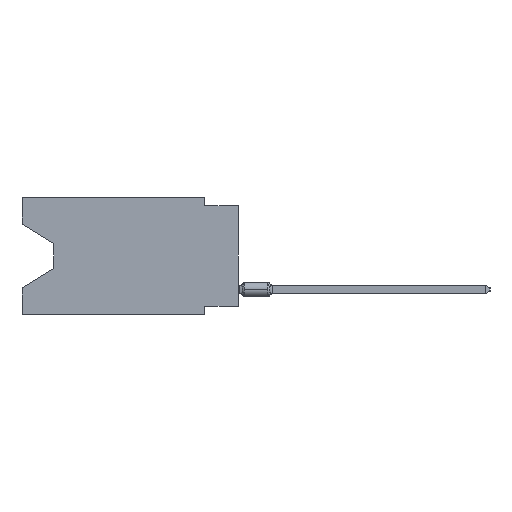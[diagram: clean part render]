
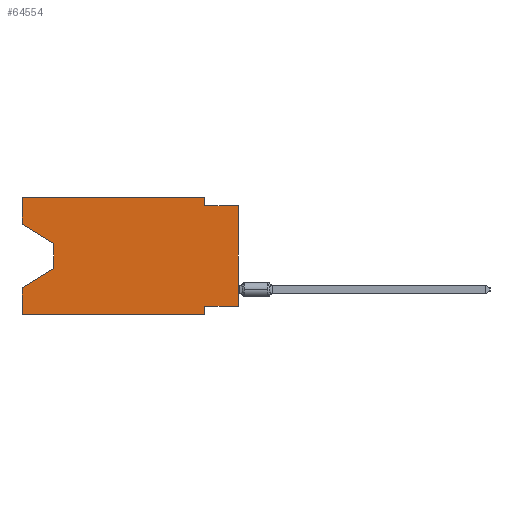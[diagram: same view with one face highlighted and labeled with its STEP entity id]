
A CAD part, left-side view. The second image highlights one B-rep face of the part: STEP entity #64554.
In plain terms, the highlighted planar face has unit normal (-1, 0, 0).
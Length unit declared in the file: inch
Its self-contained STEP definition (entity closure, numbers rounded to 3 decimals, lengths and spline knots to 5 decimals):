
#71 = CARTESIAN_POINT ( 'NONE',  ( 0., 0.645, -0.08025 ) ) ;
#4412 = DIRECTION ( 'NONE',  ( 0., 0., 1. ) ) ;
#5673 = VERTEX_POINT ( 'NONE', #31391 ) ;
#6421 = VERTEX_POINT ( 'NONE', #69650 ) ;
#6823 = DIRECTION ( 'NONE',  ( 0., 0., -1. ) ) ;
#7240 = DIRECTION ( 'NONE',  ( 0., -1., 0. ) ) ;
#9476 = EDGE_CURVE ( 'NONE', #108712, #90976, #58969, .T. ) ;
#10656 = LINE ( 'NONE', #18887, #21832 ) ;
#12617 = VECTOR ( 'NONE', #67218, 39.37008 ) ;
#16035 = CARTESIAN_POINT ( 'NONE',  ( 0., 0.645, -0.35 ) ) ;
#16271 = CARTESIAN_POINT ( 'NONE',  ( 0., 0.645, 0. ) ) ;
#17163 = DIRECTION ( 'NONE',  ( 0., 0., -1. ) ) ;
#17546 = VERTEX_POINT ( 'NONE', #54240 ) ;
#18709 = EDGE_CURVE ( 'NONE', #106994, #87670, #50666, .T. ) ;
#18887 = CARTESIAN_POINT ( 'NONE',  ( 0., 0.645, 0. ) ) ;
#19338 = CARTESIAN_POINT ( 'NONE',  ( 0., 0.1, 0. ) ) ;
#21832 = VECTOR ( 'NONE', #75570, 39.37008 ) ;
#23855 = PLANE ( 'NONE',  #32297 ) ;
#24968 = DIRECTION ( 'NONE',  ( 1., 0., 0. ) ) ;
#25885 = CARTESIAN_POINT ( 'NONE',  ( 0., 0., -0.325 ) ) ;
#26409 = EDGE_LOOP ( 'NONE', ( #75795, #31174, #87930, #77145, #52810, #30720, #79629, #74138, #79693, #27199, #94519, #35531 ) ) ;
#27132 = LINE ( 'NONE', #60686, #30491 ) ;
#27199 = ORIENTED_EDGE ( 'NONE', *, *, #9476, .F. ) ;
#27824 = CARTESIAN_POINT ( 'NONE',  ( 0., 0.1, -0.325 ) ) ;
#30491 = VECTOR ( 'NONE', #61775, 39.37008 ) ;
#30720 = ORIENTED_EDGE ( 'NONE', *, *, #72750, .F. ) ;
#30988 = VERTEX_POINT ( 'NONE', #65813 ) ;
#31174 = ORIENTED_EDGE ( 'NONE', *, *, #52392, .T. ) ;
#31391 = CARTESIAN_POINT ( 'NONE',  ( 0., 0.645, -0.26975 ) ) ;
#32297 = AXIS2_PLACEMENT_3D ( 'NONE', #74475, #24968, #6823 ) ;
#32932 = CARTESIAN_POINT ( 'NONE',  ( 0., 0.1, -0.35 ) ) ;
#35097 = CARTESIAN_POINT ( 'NONE',  ( 0., 0.55, -0.212 ) ) ;
#35531 = ORIENTED_EDGE ( 'NONE', *, *, #67173, .F. ) ;
#42600 = VERTEX_POINT ( 'NONE', #48433 ) ;
#43588 = EDGE_CURVE ( 'NONE', #106994, #5673, #65234, .T. ) ;
#44051 = CARTESIAN_POINT ( 'NONE',  ( 0., 0., 0. ) ) ;
#47160 = VERTEX_POINT ( 'NONE', #25885 ) ;
#48433 = CARTESIAN_POINT ( 'NONE',  ( 0., 0.645, 0. ) ) ;
#49008 = CARTESIAN_POINT ( 'NONE',  ( 0., 0., -0.025 ) ) ;
#49672 = LINE ( 'NONE', #84312, #77540 ) ;
#50666 = LINE ( 'NONE', #16035, #68276 ) ;
#51444 = LINE ( 'NONE', #81327, #71385 ) ;
#52392 = EDGE_CURVE ( 'NONE', #17546, #78849, #51444, .T. ) ;
#52598 = VECTOR ( 'NONE', #107867, 39.37008 ) ;
#52810 = ORIENTED_EDGE ( 'NONE', *, *, #18709, .T. ) ;
#54240 = CARTESIAN_POINT ( 'NONE',  ( 0., 0.55, -0.138 ) ) ;
#57811 = EDGE_CURVE ( 'NONE', #30988, #17546, #62827, .T. ) ;
#58969 = LINE ( 'NONE', #102404, #105994 ) ;
#60686 = CARTESIAN_POINT ( 'NONE',  ( 0., 0.645, 0. ) ) ;
#61775 = DIRECTION ( 'NONE',  ( 0., -1., 0. ) ) ;
#61919 = EDGE_CURVE ( 'NONE', #78849, #5673, #49672, .T. ) ;
#62827 = LINE ( 'NONE', #71, #52598 ) ;
#64554 = ADVANCED_FACE ( 'NONE', ( #73936 ), #23855, .F. ) ;
#64712 = EDGE_CURVE ( 'NONE', #42600, #108712, #27132, .T. ) ;
#65234 = LINE ( 'NONE', #16271, #104991 ) ;
#65580 = LINE ( 'NONE', #73280, #107454 ) ;
#65813 = CARTESIAN_POINT ( 'NONE',  ( 0., 0.645, -0.08025 ) ) ;
#66660 = DIRECTION ( 'NONE',  ( 0., 0., -1. ) ) ;
#67173 = EDGE_CURVE ( 'NONE', #30988, #42600, #10656, .T. ) ;
#67218 = DIRECTION ( 'NONE',  ( 0., 1., 0. ) ) ;
#67761 = EDGE_CURVE ( 'NONE', #47160, #6421, #85856, .T. ) ;
#68276 = VECTOR ( 'NONE', #7240, 39.37008 ) ;
#69650 = CARTESIAN_POINT ( 'NONE',  ( 0., 0., -0.025 ) ) ;
#71385 = VECTOR ( 'NONE', #92130, 39.37008 ) ;
#72738 = EDGE_CURVE ( 'NONE', #47160, #80462, #107908, .T. ) ;
#72750 = EDGE_CURVE ( 'NONE', #80462, #87670, #65580, .T. ) ;
#73280 = CARTESIAN_POINT ( 'NONE',  ( 0., 0.1, -0.35 ) ) ;
#73936 = FACE_OUTER_BOUND ( 'NONE', #26409, .T. ) ;
#74138 = ORIENTED_EDGE ( 'NONE', *, *, #67761, .T. ) ;
#74475 = CARTESIAN_POINT ( 'NONE',  ( 0., 0.645, 0. ) ) ;
#75570 = DIRECTION ( 'NONE',  ( 0., 0., 1. ) ) ;
#75795 = ORIENTED_EDGE ( 'NONE', *, *, #57811, .T. ) ;
#77145 = ORIENTED_EDGE ( 'NONE', *, *, #43588, .F. ) ;
#77540 = VECTOR ( 'NONE', #83221, 39.37008 ) ;
#78849 = VERTEX_POINT ( 'NONE', #35097 ) ;
#79629 = ORIENTED_EDGE ( 'NONE', *, *, #72738, .F. ) ;
#79693 = ORIENTED_EDGE ( 'NONE', *, *, #96250, .F. ) ;
#79936 = VECTOR ( 'NONE', #4412, 39.37008 ) ;
#80462 = VERTEX_POINT ( 'NONE', #27824 ) ;
#81327 = CARTESIAN_POINT ( 'NONE',  ( 0., 0.55, -0.138 ) ) ;
#82023 = LINE ( 'NONE', #49008, #82106 ) ;
#82106 = VECTOR ( 'NONE', #83122, 39.37008 ) ;
#83122 = DIRECTION ( 'NONE',  ( 0., -1., 0. ) ) ;
#83221 = DIRECTION ( 'NONE',  ( 0., 0.855, -0.519 ) ) ;
#84312 = CARTESIAN_POINT ( 'NONE',  ( 0., 0.55, -0.212 ) ) ;
#85856 = LINE ( 'NONE', #44051, #79936 ) ;
#87670 = VERTEX_POINT ( 'NONE', #32932 ) ;
#87930 = ORIENTED_EDGE ( 'NONE', *, *, #61919, .T. ) ;
#90324 = CARTESIAN_POINT ( 'NONE',  ( 0., 0., -0.325 ) ) ;
#90976 = VERTEX_POINT ( 'NONE', #96916 ) ;
#92130 = DIRECTION ( 'NONE',  ( 0., 0., -1. ) ) ;
#94519 = ORIENTED_EDGE ( 'NONE', *, *, #64712, .F. ) ;
#96250 = EDGE_CURVE ( 'NONE', #90976, #6421, #82023, .T. ) ;
#96916 = CARTESIAN_POINT ( 'NONE',  ( 0., 0.1, -0.025 ) ) ;
#102404 = CARTESIAN_POINT ( 'NONE',  ( 0., 0.1, 0. ) ) ;
#102508 = CARTESIAN_POINT ( 'NONE',  ( 0., 0.645, -0.35 ) ) ;
#104991 = VECTOR ( 'NONE', #108094, 39.37008 ) ;
#105994 = VECTOR ( 'NONE', #17163, 39.37008 ) ;
#106994 = VERTEX_POINT ( 'NONE', #102508 ) ;
#107454 = VECTOR ( 'NONE', #66660, 39.37008 ) ;
#107867 = DIRECTION ( 'NONE',  ( 0., -0.855, -0.519 ) ) ;
#107908 = LINE ( 'NONE', #90324, #12617 ) ;
#108094 = DIRECTION ( 'NONE',  ( 0., 0., 1. ) ) ;
#108712 = VERTEX_POINT ( 'NONE', #19338 ) ;
